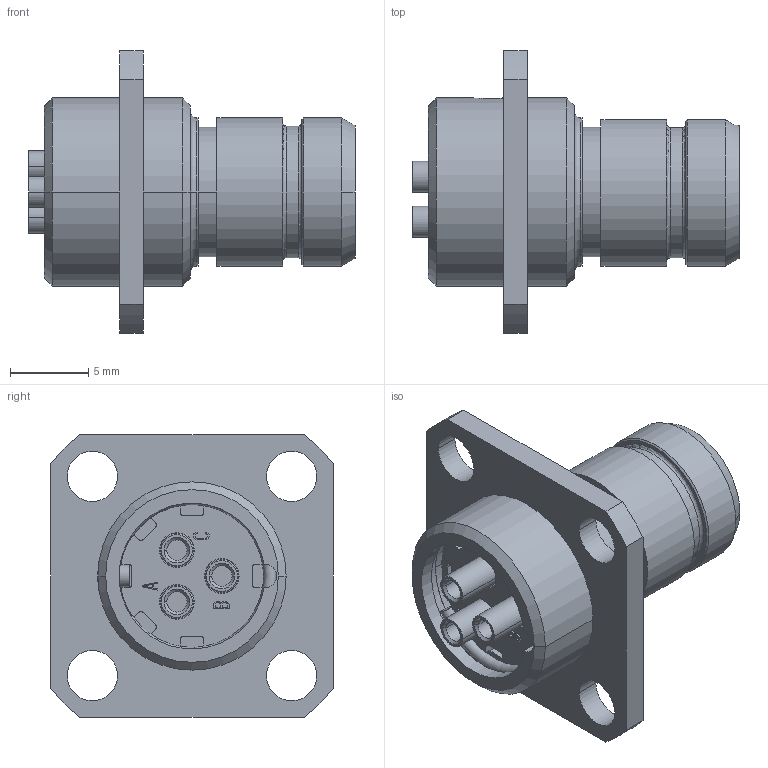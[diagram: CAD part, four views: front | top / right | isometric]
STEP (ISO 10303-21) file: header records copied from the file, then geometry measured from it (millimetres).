
FILE_DESCRIPTION((''),'2;1');
FILE_NAME('1332E003MZ','2024-07-24T11:35:47',('paultorloting'),('NET AG system integration'),'CREO PARAMETRIC BY PTC INC, 2021404','CREO PARAMETRIC BY PTC INC, 2021404','');
FILE_SCHEMA(('AUTOMOTIVE_DESIGN { 1 0 10303 214 1 1 1 1 }'));
Length unit declared in the file: millimetre
Products named in the file (1): 1332E003MZ
Bounding box: 20.78 x 18 x 18 mm (x, y, z)
Volume: 1442.9 mm3; surface area: 2116.3 mm2
Topology: 1 solids, 4 shells, 417 faces, 1085 edges, 710 vertices
Faces by surface type: plane 272, cylinder 105, cone 23, torus 11, bspline 6
Entity records: 16267 total; most frequent: CARTESIAN_POINT 2688, ORIENTED_EDGE 2170, DIRECTION 2160, EDGE_CURVE 1085, VECTOR 779, LINE 779, VERTEX_POINT 710, AXIS2_PLACEMENT_3D 689
